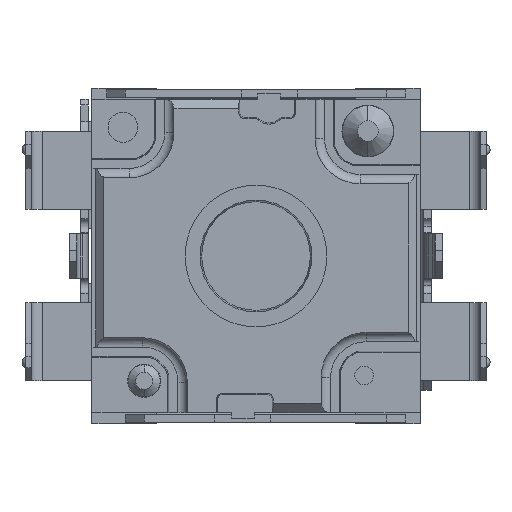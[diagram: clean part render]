
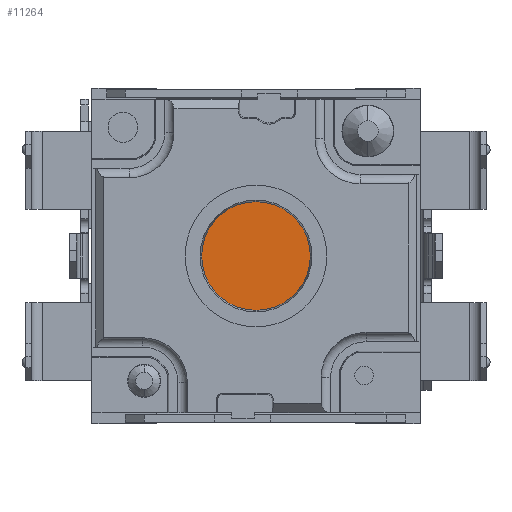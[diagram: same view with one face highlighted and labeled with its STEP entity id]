
A CAD part, front view. The second image highlights one B-rep face of the part: STEP entity #11264.
In plain terms, the highlighted planar face has unit normal (0, -1, 0).
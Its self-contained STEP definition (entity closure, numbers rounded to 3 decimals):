
#150 = ORIENTED_EDGE ( 'NONE', *, *, #18256, .T. ) ;
#240 = DIRECTION ( 'NONE',  ( 0., 0., -1. ) ) ;
#2991 = CARTESIAN_POINT ( 'NONE',  ( 0., -0.65, -1.456 ) ) ;
#5156 = CARTESIAN_POINT ( 'NONE',  ( 0., -0.65, 0. ) ) ;
#5543 = CARTESIAN_POINT ( 'NONE',  ( 0., -0.65, 0. ) ) ;
#6166 = AXIS2_PLACEMENT_3D ( 'NONE', #5543, #8867, #20263 ) ;
#6807 = DIRECTION ( 'NONE',  ( 0., 0., -1. ) ) ;
#7567 = ORIENTED_EDGE ( 'NONE', *, *, #20802, .T. ) ;
#8494 = FACE_OUTER_BOUND ( 'NONE', #17725, .T. ) ;
#8867 = DIRECTION ( 'NONE',  ( 0., -1., 0. ) ) ;
#10085 = DIRECTION ( 'NONE',  ( 0., -1., 0. ) ) ;
#10552 = CARTESIAN_POINT ( 'NONE',  ( 0., -0.65, 1.456 ) ) ;
#11264 = ADVANCED_FACE ( 'NONE', ( #8494 ), #13707, .T. ) ;
#13347 = CIRCLE ( 'NONE', #17414, 1.456 ) ;
#13707 = PLANE ( 'NONE',  #6166 ) ;
#14518 = CIRCLE ( 'NONE', #18211, 1.456 ) ;
#15173 = VERTEX_POINT ( 'NONE', #2991 ) ;
#16167 = VERTEX_POINT ( 'NONE', #10552 ) ;
#16594 = DIRECTION ( 'NONE',  ( 0., -1., 0. ) ) ;
#17414 = AXIS2_PLACEMENT_3D ( 'NONE', #5156, #16594, #6807 ) ;
#17725 = EDGE_LOOP ( 'NONE', ( #150, #7567 ) ) ;
#18211 = AXIS2_PLACEMENT_3D ( 'NONE', #19834, #10085, #240 ) ;
#18256 = EDGE_CURVE ( 'NONE', #15173, #16167, #14518, .T. ) ;
#19834 = CARTESIAN_POINT ( 'NONE',  ( 0., -0.65, 0. ) ) ;
#20263 = DIRECTION ( 'NONE',  ( 0., 0., -1. ) ) ;
#20802 = EDGE_CURVE ( 'NONE', #16167, #15173, #13347, .T. ) ;
